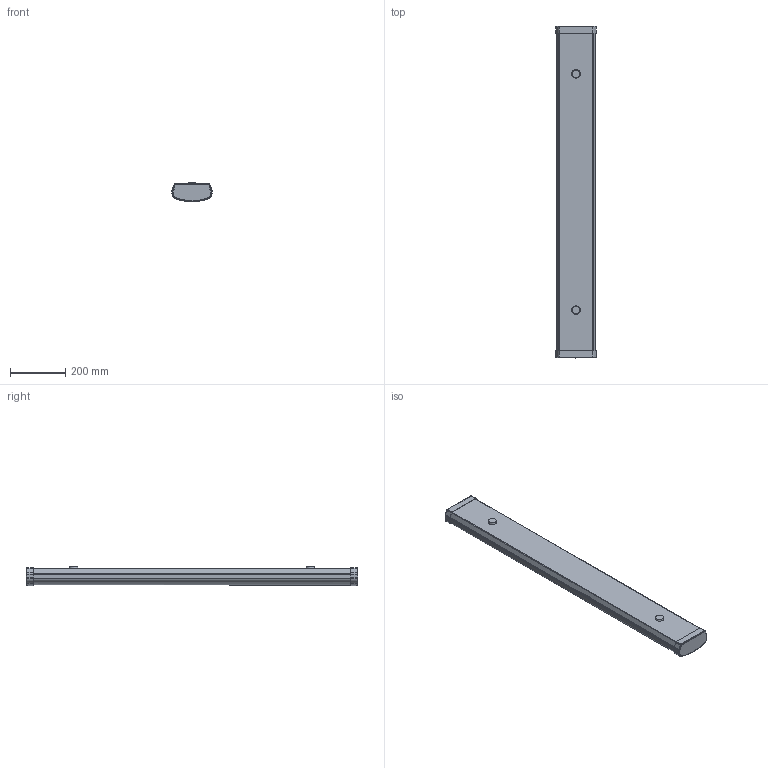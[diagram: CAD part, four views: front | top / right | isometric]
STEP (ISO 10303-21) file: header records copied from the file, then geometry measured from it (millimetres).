
FILE_DESCRIPTION (( 'STEP AP214' ), '1' );
FILE_NAME ('LN-SF-IP-44-G1-1200.STEP', '2023-03-08T09:39:11', ( '' ), ( '' ), 'SwSTEP 2.0', 'SolidWorks 2020', '' );
FILE_SCHEMA (( 'AUTOMOTIVE_DESIGN' ));
Length unit declared in the file: millimetre
Products named in the file (1): LN-SF-IP-44-G1-1200
Bounding box: 144.49 x 1199 x 68.99 mm (x, y, z)
Volume: 543378 mm3; surface area: 976808 mm2
Topology: 4 solids, 4 shells, 278 faces, 738 edges, 472 vertices
Faces by surface type: plane 84, cylinder 82, bspline 78, cone 18, torus 16
Entity records: 17791 total; most frequent: CARTESIAN_POINT 8491, ORIENTED_EDGE 1468, DIRECTION 1016, EDGE_CURVE 734, VERTEX_POINT 470, AXIS2_PLACEMENT_3D 361, LINE 294, VECTOR 294
